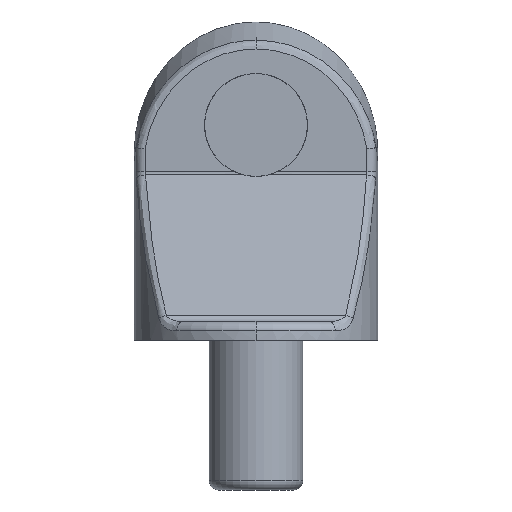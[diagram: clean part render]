
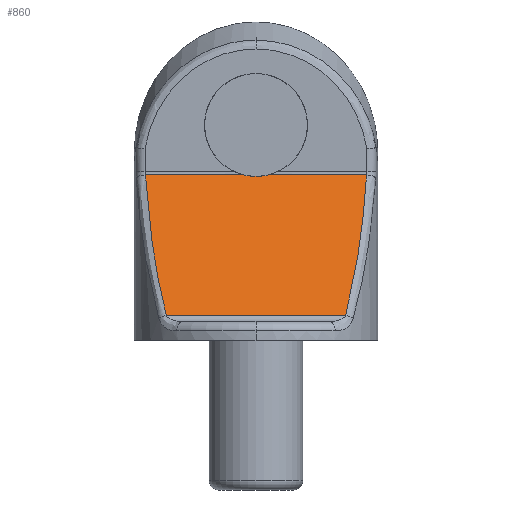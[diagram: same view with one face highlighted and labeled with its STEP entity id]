
A CAD part, front view. The second image highlights one B-rep face of the part: STEP entity #860.
In plain terms, the highlighted planar face has unit normal (0, -0.946, 0.323).
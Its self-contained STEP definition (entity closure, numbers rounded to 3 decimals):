
#2 = DIRECTION ( 'NONE',  ( 0., 0.946, -0.323 ) ) ;
#15 = CARTESIAN_POINT ( 'NONE',  ( -5.907, -3.027, 8.83 ) ) ;
#90 = VERTEX_POINT ( 'NONE', #192 ) ;
#94 = VECTOR ( 'NONE', #483, 1000. ) ;
#102 = CARTESIAN_POINT ( 'NONE',  ( 5.362, -4.828, 3.554 ) ) ;
#103 = CARTESIAN_POINT ( 'NONE',  ( -0.441, -3.045, 8.777 ) ) ;
#107 = DIRECTION ( 'NONE',  ( -1., 0., 0. ) ) ;
#147 = CARTESIAN_POINT ( 'NONE',  ( 0.657, -3.027, 8.83 ) ) ;
#155 = EDGE_CURVE ( 'NONE', #1024, #180, #664, .T. ) ;
#166 = EDGE_CURVE ( 'NONE', #180, #1113, #881, .T. ) ;
#178 = CARTESIAN_POINT ( 'NONE',  ( 5.907, -3.027, 8.83 ) ) ;
#180 = VERTEX_POINT ( 'NONE', #515 ) ;
#192 = CARTESIAN_POINT ( 'NONE',  ( 4.792, -5.584, 1.338 ) ) ;
#233 = ORIENTED_EDGE ( 'NONE', *, *, #933, .T. ) ;
#300 = CARTESIAN_POINT ( 'NONE',  ( 5.74, -3.959, 6.098 ) ) ;
#301 = CARTESIAN_POINT ( 'NONE',  ( 0.441, -3.045, 8.777 ) ) ;
#344 = LINE ( 'NONE', #737, #586 ) ;
#357 = EDGE_CURVE ( 'NONE', #1264, #90, #1193, .T. ) ;
#394 = CARTESIAN_POINT ( 'NONE',  ( 0.657, -3.027, 8.83 ) ) ;
#399 =( BOUNDED_CURVE ( )  B_SPLINE_CURVE ( 3, ( #580, #102, #300, #1278 ),
 .UNSPECIFIED., .F., .F. ) 
 B_SPLINE_CURVE_WITH_KNOTS ( ( 4, 4 ),
 ( 4.067, 4.536 ),
 .UNSPECIFIED. ) 
 CURVE ( )  GEOMETRIC_REPRESENTATION_ITEM ( )  RATIONAL_B_SPLINE_CURVE ( ( 1., 0.982, 0.982, 1. ) ) 
 REPRESENTATION_ITEM ( '' )  );
#411 = CARTESIAN_POINT ( 'NONE',  ( 0., -3.054, 8.75 ) ) ;
#430 = VECTOR ( 'NONE', #107, 1000. ) ;
#432 = ORIENTED_EDGE ( 'NONE', *, *, #474, .T. ) ;
#454 = ORIENTED_EDGE ( 'NONE', *, *, #854, .T. ) ;
#470 = CARTESIAN_POINT ( 'NONE',  ( 4.961, -5.584, 1.338 ) ) ;
#474 = EDGE_CURVE ( 'NONE', #517, #1024, #344, .T. ) ;
#483 = DIRECTION ( 'NONE',  ( 1., 0., 0. ) ) ;
#494 = DIRECTION ( 'NONE',  ( 0., 0.323, 0.946 ) ) ;
#504 = CARTESIAN_POINT ( 'NONE',  ( -4.792, -5.584, 1.338 ) ) ;
#515 = CARTESIAN_POINT ( 'NONE',  ( 0., -3.054, 8.75 ) ) ;
#517 = VERTEX_POINT ( 'NONE', #178 ) ;
#575 = CARTESIAN_POINT ( 'NONE',  ( 6.5, -3., 8.908 ) ) ;
#580 = CARTESIAN_POINT ( 'NONE',  ( 4.792, -5.584, 1.338 ) ) ;
#586 = VECTOR ( 'NONE', #1143, 1000. ) ;
#611 =( BOUNDED_CURVE ( )  B_SPLINE_CURVE ( 3, ( #898, #808, #1212, #1105 ),
 .UNSPECIFIED., .F., .F. ) 
 B_SPLINE_CURVE_WITH_KNOTS ( ( 4, 4 ),
 ( 4.889, 5.358 ),
 .UNSPECIFIED. ) 
 CURVE ( )  GEOMETRIC_REPRESENTATION_ITEM ( )  RATIONAL_B_SPLINE_CURVE ( ( 1., 0.982, 0.982, 1. ) ) 
 REPRESENTATION_ITEM ( '' )  );
#616 = ORIENTED_EDGE ( 'NONE', *, *, #1261, .T. ) ;
#642 = ORIENTED_EDGE ( 'NONE', *, *, #166, .T. ) ;
#664 =( BOUNDED_CURVE ( )  B_SPLINE_CURVE ( 3, ( #394, #301, #1225, #411 ),
 .UNSPECIFIED., .F., .F. ) 
 B_SPLINE_CURVE_WITH_KNOTS ( ( 4, 4 ),
 ( 2.9, 3.142 ),
 .UNSPECIFIED. ) 
 CURVE ( )  GEOMETRIC_REPRESENTATION_ITEM ( )  RATIONAL_B_SPLINE_CURVE ( ( 1., 0.995, 0.995, 1. ) ) 
 REPRESENTATION_ITEM ( '' )  );
#690 = ORIENTED_EDGE ( 'NONE', *, *, #155, .T. ) ;
#737 = CARTESIAN_POINT ( 'NONE',  ( -6.325, -3.027, 8.83 ) ) ;
#791 = CARTESIAN_POINT ( 'NONE',  ( 0., -3.054, 8.75 ) ) ;
#808 = CARTESIAN_POINT ( 'NONE',  ( -5.74, -3.959, 6.098 ) ) ;
#854 = EDGE_CURVE ( 'NONE', #1113, #1204, #902, .T. ) ;
#859 = CARTESIAN_POINT ( 'NONE',  ( -0.657, -3.027, 8.83 ) ) ;
#860 = ADVANCED_FACE ( 'NONE', ( #1289 ), #879, .F. ) ;
#879 = PLANE ( 'NONE',  #1140 ) ;
#881 =( BOUNDED_CURVE ( )  B_SPLINE_CURVE ( 3, ( #791, #1097, #103, #892 ),
 .UNSPECIFIED., .F., .F. ) 
 B_SPLINE_CURVE_WITH_KNOTS ( ( 4, 4 ),
 ( 3.142, 3.383 ),
 .UNSPECIFIED. ) 
 CURVE ( )  GEOMETRIC_REPRESENTATION_ITEM ( )  RATIONAL_B_SPLINE_CURVE ( ( 1., 0.995, 0.995, 1. ) ) 
 REPRESENTATION_ITEM ( '' )  );
#892 = CARTESIAN_POINT ( 'NONE',  ( -0.657, -3.027, 8.83 ) ) ;
#898 = CARTESIAN_POINT ( 'NONE',  ( -5.907, -3.027, 8.83 ) ) ;
#902 = LINE ( 'NONE', #992, #430 ) ;
#933 = EDGE_CURVE ( 'NONE', #90, #517, #399, .T. ) ;
#957 = ORIENTED_EDGE ( 'NONE', *, *, #357, .T. ) ;
#992 = CARTESIAN_POINT ( 'NONE',  ( -6.325, -3.027, 8.83 ) ) ;
#1024 = VERTEX_POINT ( 'NONE', #147 ) ;
#1097 = CARTESIAN_POINT ( 'NONE',  ( -0.222, -3.054, 8.75 ) ) ;
#1105 = CARTESIAN_POINT ( 'NONE',  ( -4.792, -5.584, 1.338 ) ) ;
#1113 = VERTEX_POINT ( 'NONE', #859 ) ;
#1140 = AXIS2_PLACEMENT_3D ( 'NONE', #575, #2, #494 ) ;
#1143 = DIRECTION ( 'NONE',  ( -1., 0., 0. ) ) ;
#1193 = LINE ( 'NONE', #470, #94 ) ;
#1204 = VERTEX_POINT ( 'NONE', #15 ) ;
#1212 = CARTESIAN_POINT ( 'NONE',  ( -5.362, -4.828, 3.554 ) ) ;
#1225 = CARTESIAN_POINT ( 'NONE',  ( 0.222, -3.054, 8.75 ) ) ;
#1251 = EDGE_LOOP ( 'NONE', ( #432, #690, #642, #454, #616, #957, #233 ) ) ;
#1261 = EDGE_CURVE ( 'NONE', #1204, #1264, #611, .T. ) ;
#1264 = VERTEX_POINT ( 'NONE', #504 ) ;
#1278 = CARTESIAN_POINT ( 'NONE',  ( 5.907, -3.027, 8.83 ) ) ;
#1289 = FACE_OUTER_BOUND ( 'NONE', #1251, .T. ) ;
